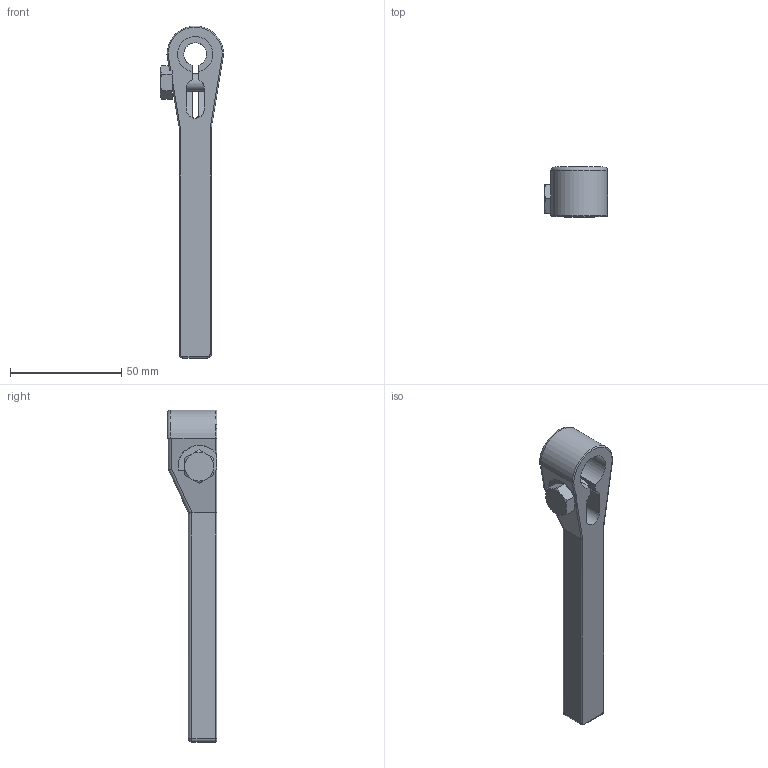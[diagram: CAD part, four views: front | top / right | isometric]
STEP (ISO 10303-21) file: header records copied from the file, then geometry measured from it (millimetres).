
FILE_DESCRIPTION((''),'2;1');
FILE_NAME('ILCM44111500','2006-05-15T',('KR'),(''),'PRO/ENGINEER BY PARAMETRIC TECHNOLOGY CORPORATION, 2004290','PRO/ENGINEER BY PARAMETRIC TECHNOLOGY CORPORATION, 2004290','');
FILE_SCHEMA(('AUTOMOTIVE_DESIGN_CC2 { 1 2 10303 214 -1 1 5 2 }'));
Length unit declared in the file: millimetre
Products named in the file (1): ILCM44111500
Bounding box: 28.32 x 22.23 x 149.1 mm (x, y, z)
Volume: 31642.7 mm3; surface area: 11921.8 mm2
Topology: 1 solids, 1 shells, 76 faces, 203 edges, 127 vertices
Faces by surface type: cylinder 33, plane 31, cone 6, torus 4, sphere 2
Entity records: 3453 total; most frequent: CARTESIAN_POINT 681, ORIENTED_EDGE 406, DIRECTION 363, PRESENTATION_STYLE_ASSIGNMENT 219, STYLED_ITEM 204, CURVE_STYLE 203, EDGE_CURVE 203, AXIS2_PLACEMENT_3D 130
